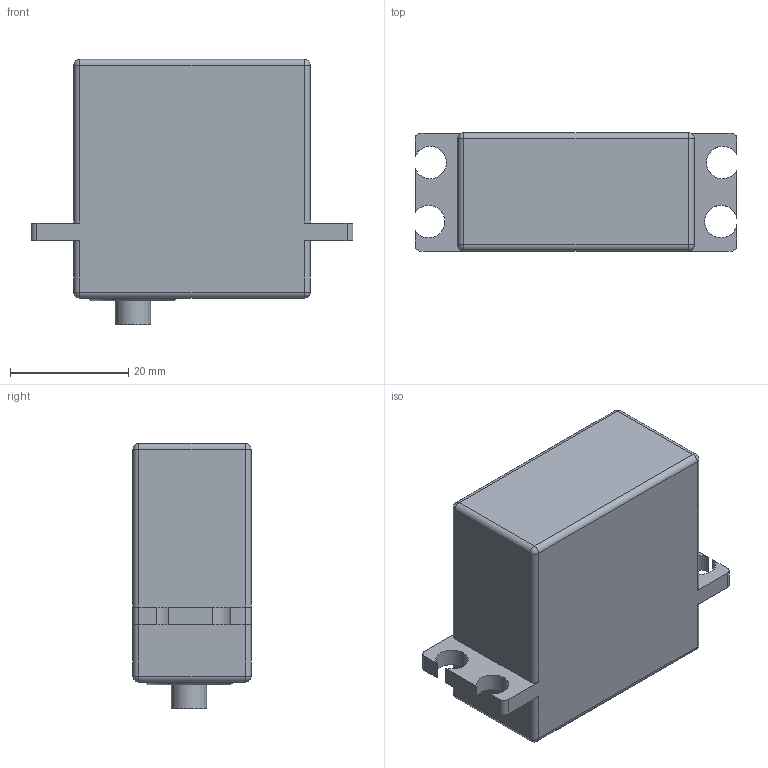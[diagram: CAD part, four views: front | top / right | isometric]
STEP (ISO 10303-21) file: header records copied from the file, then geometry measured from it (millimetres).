
FILE_DESCRIPTION(/* description */ (''),/* implementation_level */ '2;1');
FILE_NAME(/* name */ 'servo.stp',/* time_stamp */ '2023-04-16T23:23:34-04:00',/* author */ (''),/* organization */ (''),/* preprocessor_version */ 'ST-DEVELOPER v18.102',/* originating_system */ 'SIEMENS PLM Software NX2206.6002',/* authorisation */ '');
FILE_SCHEMA (('AUTOMOTIVE_DESIGN { 1 0 10303 214 3 1 1 1 }'));
Length unit declared in the file: millimetre
Products named in the file (1): servo
Bounding box: 54.5 x 20 x 44.9 mm (x, y, z)
Volume: 33021.1 mm3; surface area: 6993.9 mm2
Topology: 1 solids, 1 shells, 54 faces, 134 edges, 76 vertices
Faces by surface type: cylinder 25, plane 20, sphere 8, torus 1
Full cylindrical faces by diameter (mm): 6.001 x1
Entity records: 1544 total; most frequent: DIRECTION 286, CARTESIAN_POINT 255, ORIENTED_EDGE 248, EDGE_CURVE 124, AXIS2_PLACEMENT_3D 107, VERTEX_POINT 76, LINE 72, VECTOR 72
